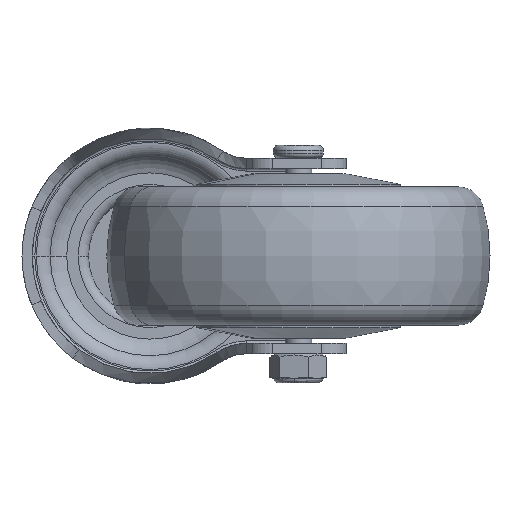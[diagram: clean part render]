
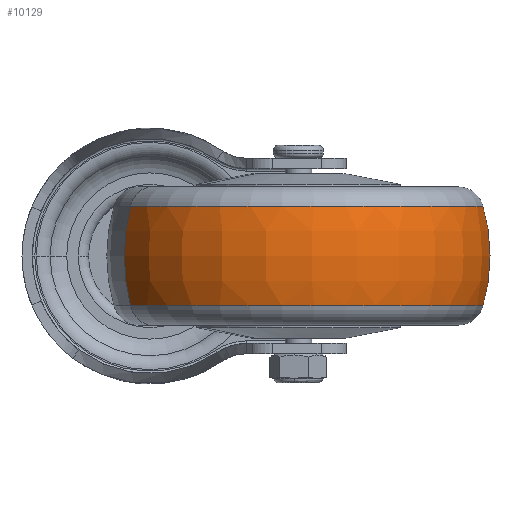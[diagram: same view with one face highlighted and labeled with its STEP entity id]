
A CAD part, front view. The second image highlights one B-rep face of the part: STEP entity #10129.
In plain terms, the highlighted toroidal (fillet/blend) face has major radius 0.876 mm and minor radius 36.626 mm.
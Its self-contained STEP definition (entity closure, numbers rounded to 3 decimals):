
#173 = DIRECTION ( 'NONE',  ( 0., 0., 1. ) ) ;
#515 = DIRECTION ( 'NONE',  ( 0., 0., 1. ) ) ;
#1260 = VERTEX_POINT ( 'NONE', #10513 ) ;
#2051 = DIRECTION ( 'NONE',  ( 0., 0., 1. ) ) ;
#2197 = DIRECTION ( 'NONE',  ( 0., 0., 1. ) ) ;
#2653 = ORIENTED_EDGE ( 'NONE', *, *, #6096, .T. ) ;
#2916 = AXIS2_PLACEMENT_3D ( 'NONE', #7081, #6214, #2051 ) ;
#3518 = EDGE_CURVE ( 'NONE', #4959, #1260, #6130, .T. ) ;
#3646 = AXIS2_PLACEMENT_3D ( 'NONE', #8511, #7688, #173 ) ;
#3655 = EDGE_LOOP ( 'NONE', ( #6384, #2653, #7826, #9646 ) ) ;
#3961 = AXIS2_PLACEMENT_3D ( 'NONE', #8965, #8184, #2197 ) ;
#4269 = EDGE_CURVE ( 'NONE', #7820, #1260, #10269, .T. ) ;
#4567 = CARTESIAN_POINT ( 'NONE',  ( -9.769, 0., -36.175 ) ) ;
#4693 = CARTESIAN_POINT ( 'NONE',  ( 0., 0., -0.876 ) ) ;
#4959 = VERTEX_POINT ( 'NONE', #9346 ) ;
#5145 = CARTESIAN_POINT ( 'NONE',  ( 0., 0., 0.876 ) ) ;
#5604 = FACE_OUTER_BOUND ( 'NONE', #3655, .T. ) ;
#5922 = CIRCLE ( 'NONE', #3646, 36.175 ) ;
#6096 = EDGE_CURVE ( 'NONE', #8566, #4959, #5922, .T. ) ;
#6130 = CIRCLE ( 'NONE', #7526, 36.626 ) ;
#6214 = DIRECTION ( 'NONE',  ( -1., 0., 0. ) ) ;
#6384 = ORIENTED_EDGE ( 'NONE', *, *, #8162, .F. ) ;
#6876 = DIRECTION ( 'NONE',  ( 0., -1., 0. ) ) ;
#7081 = CARTESIAN_POINT ( 'NONE',  ( -9.769, 0., 0. ) ) ;
#7090 = TOROIDAL_SURFACE ( 'NONE', #3961, 0.876, 36.626 ) ;
#7526 = AXIS2_PLACEMENT_3D ( 'NONE', #5145, #6876, #8488 ) ;
#7688 = DIRECTION ( 'NONE',  ( -1., 0., 0. ) ) ;
#7723 = CARTESIAN_POINT ( 'NONE',  ( 9.769, 0., -36.175 ) ) ;
#7820 = VERTEX_POINT ( 'NONE', #4567 ) ;
#7826 = ORIENTED_EDGE ( 'NONE', *, *, #3518, .T. ) ;
#8031 = DIRECTION ( 'NONE',  ( 0., 1., 0. ) ) ;
#8162 = EDGE_CURVE ( 'NONE', #8566, #7820, #8233, .T. ) ;
#8184 = DIRECTION ( 'NONE',  ( -1., 0., 0. ) ) ;
#8233 = CIRCLE ( 'NONE', #9827, 36.626 ) ;
#8488 = DIRECTION ( 'NONE',  ( 0., 0., -1. ) ) ;
#8511 = CARTESIAN_POINT ( 'NONE',  ( 9.769, 0., 0. ) ) ;
#8566 = VERTEX_POINT ( 'NONE', #7723 ) ;
#8965 = CARTESIAN_POINT ( 'NONE',  ( 0., 0., 0. ) ) ;
#9346 = CARTESIAN_POINT ( 'NONE',  ( 9.769, 0., 36.175 ) ) ;
#9646 = ORIENTED_EDGE ( 'NONE', *, *, #4269, .F. ) ;
#9827 = AXIS2_PLACEMENT_3D ( 'NONE', #4693, #8031, #515 ) ;
#10129 = ADVANCED_FACE ( 'NONE', ( #5604 ), #7090, .T. ) ;
#10269 = CIRCLE ( 'NONE', #2916, 36.175 ) ;
#10513 = CARTESIAN_POINT ( 'NONE',  ( -9.769, 0., 36.175 ) ) ;
